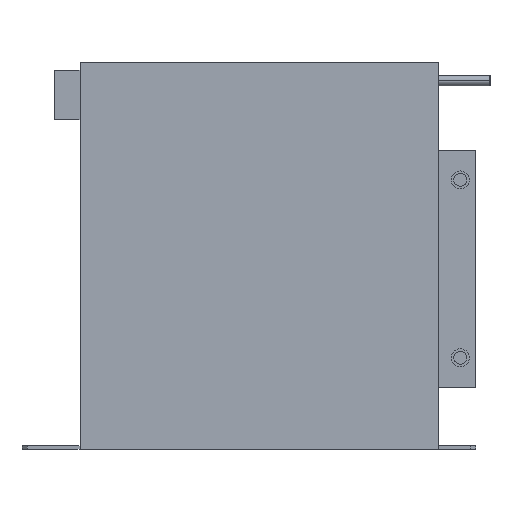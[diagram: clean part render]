
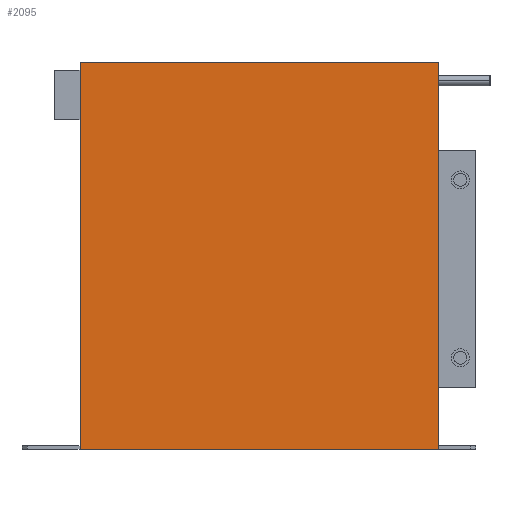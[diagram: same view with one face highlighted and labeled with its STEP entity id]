
A CAD part, left-side view. The second image highlights one B-rep face of the part: STEP entity #2095.
In plain terms, the highlighted planar face has unit normal (-1, 0, 0).
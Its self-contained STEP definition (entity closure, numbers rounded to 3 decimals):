
#25 = CARTESIAN_POINT ( 'NONE',  ( -36.15, 69.5, 0. ) ) ;
#107 = AXIS2_PLACEMENT_3D ( 'NONE', #1728, #2811, #1251 ) ;
#191 = DIRECTION ( 'NONE',  ( 0., 0., -1. ) ) ;
#467 = VECTOR ( 'NONE', #1577, 1000. ) ;
#668 = EDGE_CURVE ( 'NONE', #1920, #1976, #2414, .T. ) ;
#686 = EDGE_CURVE ( 'NONE', #797, #1920, #688, .T. ) ;
#688 = LINE ( 'NONE', #856, #2238 ) ;
#727 = ORIENTED_EDGE ( 'NONE', *, *, #668, .F. ) ;
#797 = VERTEX_POINT ( 'NONE', #1122 ) ;
#856 = CARTESIAN_POINT ( 'NONE',  ( -36.15, -69.5, 1.5 ) ) ;
#912 = EDGE_CURVE ( 'NONE', #2405, #797, #1032, .T. ) ;
#934 = CARTESIAN_POINT ( 'NONE',  ( -36.15, 69.5, 150. ) ) ;
#1014 = FACE_OUTER_BOUND ( 'NONE', #1802, .T. ) ;
#1031 = PLANE ( 'NONE',  #107 ) ;
#1032 = LINE ( 'NONE', #934, #1927 ) ;
#1044 = EDGE_CURVE ( 'NONE', #2405, #1976, #2616, .T. ) ;
#1122 = CARTESIAN_POINT ( 'NONE',  ( -36.15, -69.5, 150. ) ) ;
#1137 = ORIENTED_EDGE ( 'NONE', *, *, #686, .F. ) ;
#1225 = CARTESIAN_POINT ( 'NONE',  ( -36.15, -69.5, 0. ) ) ;
#1232 = CARTESIAN_POINT ( 'NONE',  ( -36.15, 69.5, 150. ) ) ;
#1251 = DIRECTION ( 'NONE',  ( 0., -1., 0. ) ) ;
#1269 = DIRECTION ( 'NONE',  ( 0., -1., 0. ) ) ;
#1577 = DIRECTION ( 'NONE',  ( 0., 1., 0. ) ) ;
#1728 = CARTESIAN_POINT ( 'NONE',  ( -36.15, 69.5, 1.5 ) ) ;
#1802 = EDGE_LOOP ( 'NONE', ( #727, #1137, #1841, #2719 ) ) ;
#1841 = ORIENTED_EDGE ( 'NONE', *, *, #912, .F. ) ;
#1920 = VERTEX_POINT ( 'NONE', #1225 ) ;
#1927 = VECTOR ( 'NONE', #1269, 1000. ) ;
#1976 = VERTEX_POINT ( 'NONE', #2298 ) ;
#2095 = ADVANCED_FACE ( 'NONE', ( #1014 ), #1031, .T. ) ;
#2189 = CARTESIAN_POINT ( 'NONE',  ( -36.15, 69.5, 1.5 ) ) ;
#2207 = VECTOR ( 'NONE', #191, 1000. ) ;
#2238 = VECTOR ( 'NONE', #2475, 1000. ) ;
#2298 = CARTESIAN_POINT ( 'NONE',  ( -36.15, 69.5, 0. ) ) ;
#2405 = VERTEX_POINT ( 'NONE', #1232 ) ;
#2414 = LINE ( 'NONE', #25, #467 ) ;
#2475 = DIRECTION ( 'NONE',  ( 0., 0., -1. ) ) ;
#2616 = LINE ( 'NONE', #2189, #2207 ) ;
#2719 = ORIENTED_EDGE ( 'NONE', *, *, #1044, .T. ) ;
#2811 = DIRECTION ( 'NONE',  ( -1., 0., 0. ) ) ;
